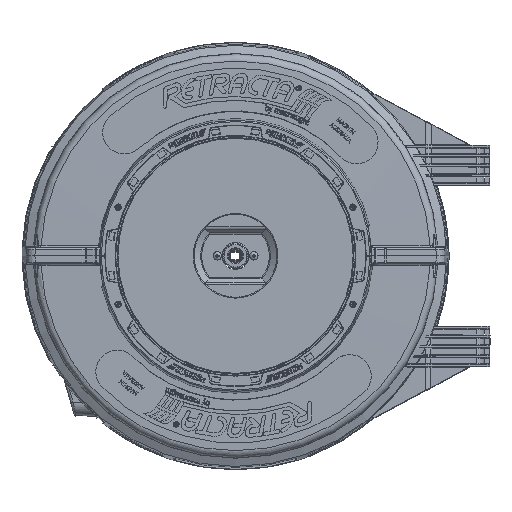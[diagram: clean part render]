
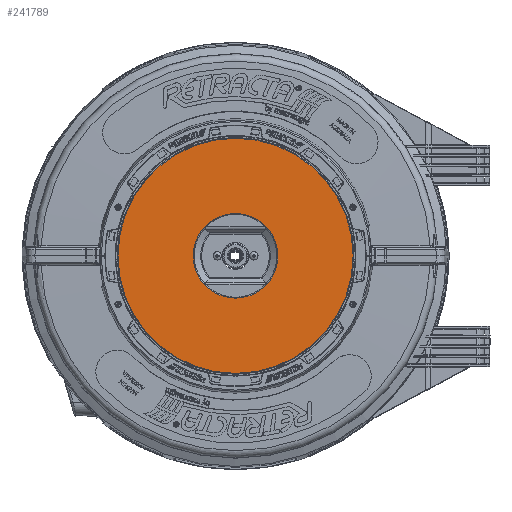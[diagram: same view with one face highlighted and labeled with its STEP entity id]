
A CAD part, top view. The second image highlights one B-rep face of the part: STEP entity #241789.
In plain terms, the highlighted planar face has unit normal (0, 0, 1).
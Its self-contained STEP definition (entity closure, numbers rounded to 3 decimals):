
#9628 = FACE_OUTER_BOUND ( 'NONE', #67428, .T. ) ;
#19167 = CIRCLE ( 'NONE', #175112, 130.5 ) ;
#23280 = DIRECTION ( 'NONE',  ( 0., 0., 1. ) ) ;
#67062 = CARTESIAN_POINT ( 'NONE',  ( 224.961, 373.288, 488.488 ) ) ;
#67428 = EDGE_LOOP ( 'NONE', ( #252771 ) ) ;
#73503 = EDGE_LOOP ( 'NONE', ( #122978 ) ) ;
#87207 = DIRECTION ( 'NONE',  ( 0., -1., 0. ) ) ;
#89997 = DIRECTION ( 'NONE',  ( 0., 0., -1. ) ) ;
#100392 = AXIS2_PLACEMENT_3D ( 'NONE', #210048, #89997, #230096 ) ;
#122978 = ORIENTED_EDGE ( 'NONE', *, *, #139358, .T. ) ;
#132757 = AXIS2_PLACEMENT_3D ( 'NONE', #143392, #23280, #163515 ) ;
#139358 = EDGE_CURVE ( 'NONE', #145764, #145764, #174801, .T. ) ;
#143392 = CARTESIAN_POINT ( 'NONE',  ( 224.961, 419.288, 488.488 ) ) ;
#145764 = VERTEX_POINT ( 'NONE', #243457 ) ;
#163515 = DIRECTION ( 'NONE',  ( 0., -1., 0. ) ) ;
#174801 = CIRCLE ( 'NONE', #100392, 47. ) ;
#175112 = AXIS2_PLACEMENT_3D ( 'NONE', #67062, #207231, #87207 ) ;
#191899 = CARTESIAN_POINT ( 'NONE',  ( 224.961, 242.788, 488.488 ) ) ;
#207231 = DIRECTION ( 'NONE',  ( 0., 0., 1. ) ) ;
#210048 = CARTESIAN_POINT ( 'NONE',  ( 224.961, 373.288, 488.488 ) ) ;
#211424 = VERTEX_POINT ( 'NONE', #191899 ) ;
#216630 = FACE_BOUND ( 'NONE', #73503, .T. ) ;
#230096 = DIRECTION ( 'NONE',  ( 0., -1., 0. ) ) ;
#241789 = ADVANCED_FACE ( 'NONE', ( #216630, #9628 ), #242269, .T. ) ;
#242269 = PLANE ( 'NONE',  #132757 ) ;
#243457 = CARTESIAN_POINT ( 'NONE',  ( 224.961, 326.288, 488.488 ) ) ;
#249728 = EDGE_CURVE ( 'NONE', #211424, #211424, #19167, .T. ) ;
#252771 = ORIENTED_EDGE ( 'NONE', *, *, #249728, .T. ) ;
